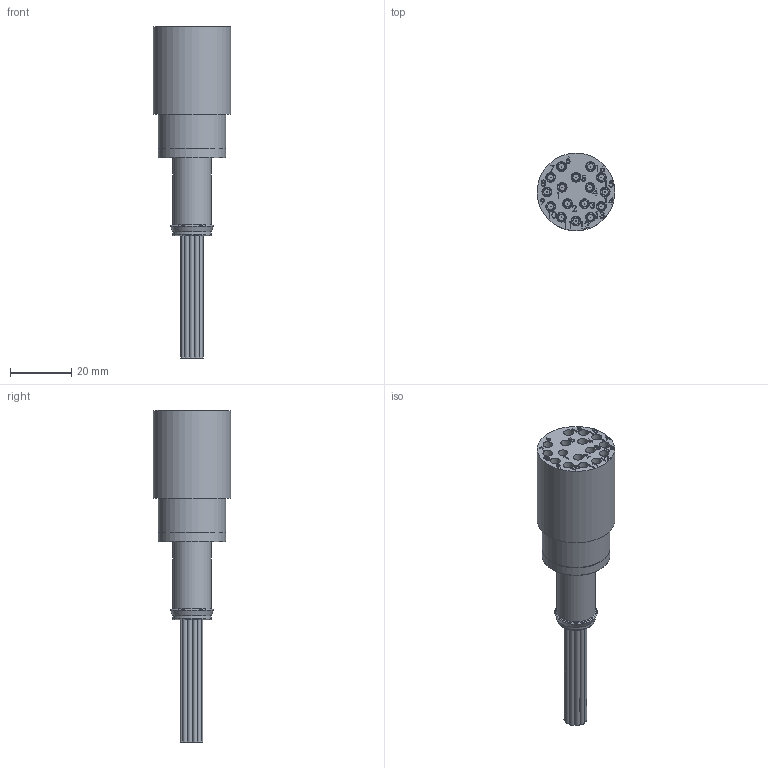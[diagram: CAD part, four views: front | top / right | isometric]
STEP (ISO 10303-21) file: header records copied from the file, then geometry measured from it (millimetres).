
FILE_DESCRIPTION(/* description */ (''),/* implementation_level */ '2;1');
FILE_NAME(/* name */ 'MCPBOF16F.stp',/* time_stamp */ '2022-03-04T11:37:04+01:00',/* author */ ('sh'),/* organization */ (''),/* preprocessor_version */ 'ST-DEVELOPER v17.2',/* originating_system */ 'Autodesk Inventor 2019',/* authorisation */ '');
FILE_SCHEMA (('AUTOMOTIVE_DESIGN { 1 0 10303 214 3 1 1 }'));
Length unit declared in the file: millimetre
Products named in the file (1): 01008780
Bounding box: 25.4 x 25.4 x 108.45 mm (x, y, z)
Volume: 22815.9 mm3; surface area: 10935.5 mm2
Topology: 1 solids, 17 shells, 1002 faces, 2919 edges, 2018 vertices
Faces by surface type: plane 482, torus 181, cylinder 149, bspline 109, cone 81
Full cylindrical faces by diameter (mm): 1.499 x16, 2.037 x16, 2.057 x16, 2.743 x16, 3.175 x80, 12.7 x2, 22.149 x2, 25.4 x1
Entity records: 41541 total; most frequent: CARTESIAN_POINT 13233, ORIENTED_EDGE 5838, DIRECTION 5772, EDGE_CURVE 2919, AXIS2_PLACEMENT_3D 2305, VERTEX_POINT 2018, CIRCLE 1283, LINE 1162
